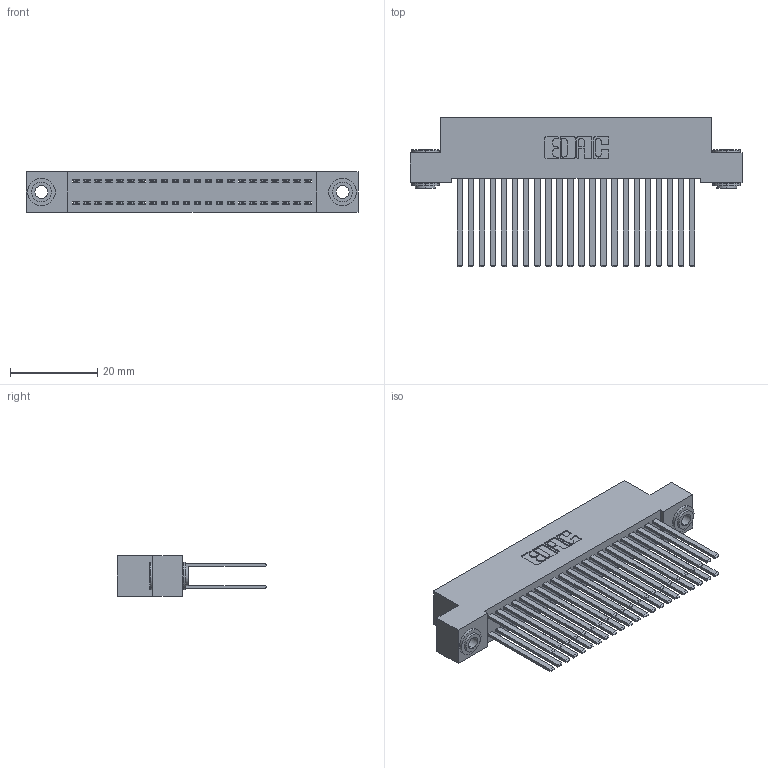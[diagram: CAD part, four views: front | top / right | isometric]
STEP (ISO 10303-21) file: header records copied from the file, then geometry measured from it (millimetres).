
FILE_DESCRIPTION (( 'STEP AP203' ), '1' );
FILE_NAME ('342-044-544-203.STEP', '2019-10-02T19:24:41', ( '' ), ( '' ), 'SwSTEP 2.0', 'SolidWorks 2016', '' );
FILE_SCHEMA (( 'CONFIG_CONTROL_DESIGN' ));
Length unit declared in the file: inch
Products named in the file (4): 342 Part_.156 TH; 345-292-001_345-293-144; 342-250-002_345-250-002-102; 342-044-544-203
Assembly tree (47 placements, depth 2):
  342-044-544-203
    342 Part_.156 TH
    345-292-001_345-293-144  x44
    342-250-002_345-250-002-102  x2
Bounding box: 76.2 x 34.3 x 9.4 mm (x, y, z)
Volume: 7391.5 mm3; surface area: 13460.9 mm2
Topology: 47 solids, 47 shells, 2172 faces, 6403 edges, 4206 vertices
Faces by surface type: plane 1484, cylinder 680, cone 8
Entity records: 17074 total; most frequent: CARTESIAN_POINT 2825, ORIENTED_EDGE 2754, DIRECTION 2479, EDGE_CURVE 1377, LINE 1229, VECTOR 1229, VERTEX_POINT 914, AXIS2_PLACEMENT_3D 625
